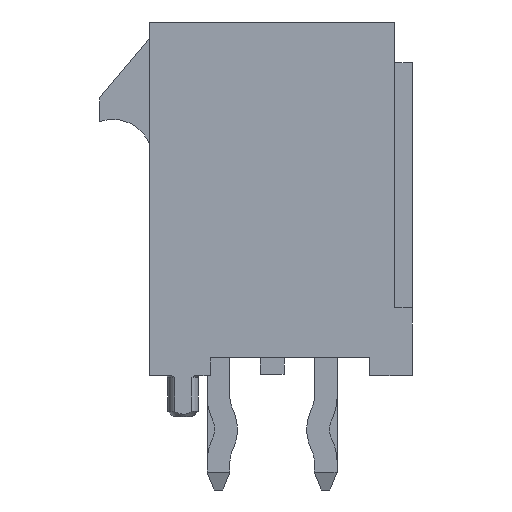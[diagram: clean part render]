
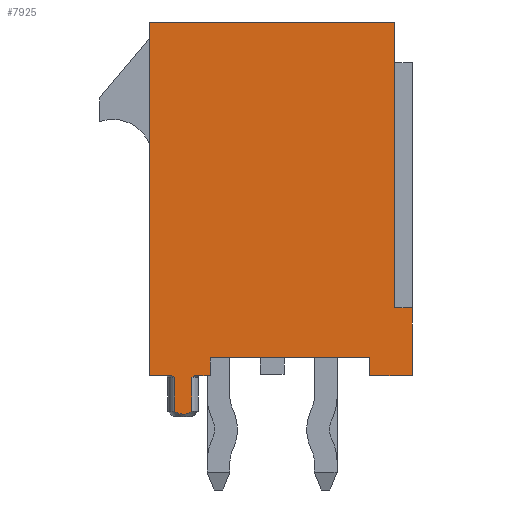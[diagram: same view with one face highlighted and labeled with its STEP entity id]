
A CAD part, front view. The second image highlights one B-rep face of the part: STEP entity #7925.
In plain terms, the highlighted planar face has unit normal (0, -1, 0).
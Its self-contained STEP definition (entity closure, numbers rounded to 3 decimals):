
#101=B_SPLINE_CURVE_WITH_KNOTS('',3,(#12063,#12064,#12065,#12066,#12067),
 .UNSPECIFIED.,.F.,.F.,(4,1,4),(0.,0.,
0.001),.UNSPECIFIED.);
#102=B_SPLINE_CURVE_WITH_KNOTS('',3,(#12071,#12072,#12073,#12074),
 .UNSPECIFIED.,.F.,.F.,(4,4),(0.,0.),
 .UNSPECIFIED.);
#103=B_SPLINE_CURVE_WITH_KNOTS('',3,(#12081,#12082,#12083,#12084),
 .UNSPECIFIED.,.F.,.F.,(4,4),(0.,0.),.UNSPECIFIED.);
#1204=ORIENTED_EDGE('',*,*,#3227,.F.);
#1205=ORIENTED_EDGE('',*,*,#3228,.T.);
#1206=ORIENTED_EDGE('',*,*,#3229,.T.);
#1207=ORIENTED_EDGE('',*,*,#3230,.T.);
#1208=ORIENTED_EDGE('',*,*,#3008,.F.);
#1209=ORIENTED_EDGE('',*,*,#3231,.T.);
#1210=ORIENTED_EDGE('',*,*,#3165,.T.);
#1211=ORIENTED_EDGE('',*,*,#3232,.T.);
#1212=ORIENTED_EDGE('',*,*,#3218,.F.);
#1213=ORIENTED_EDGE('',*,*,#3233,.T.);
#1214=ORIENTED_EDGE('',*,*,#3234,.T.);
#1215=ORIENTED_EDGE('',*,*,#2866,.F.);
#1216=ORIENTED_EDGE('',*,*,#2941,.F.);
#1217=ORIENTED_EDGE('',*,*,#3235,.F.);
#1218=ORIENTED_EDGE('',*,*,#3014,.F.);
#1219=ORIENTED_EDGE('',*,*,#3236,.T.);
#2866=EDGE_CURVE('',#3981,#3982,#4789,.T.);
#2941=EDGE_CURVE('',#4043,#3981,#4864,.T.);
#3008=EDGE_CURVE('',#4109,#4110,#4931,.T.);
#3014=EDGE_CURVE('',#4115,#4116,#4935,.T.);
#3165=EDGE_CURVE('',#4192,#4191,#5086,.T.);
#3218=EDGE_CURVE('',#4205,#4206,#5139,.T.);
#3227=EDGE_CURVE('',#4211,#4212,#5148,.T.);
#3228=EDGE_CURVE('',#4211,#4213,#101,.T.);
#3229=EDGE_CURVE('',#4213,#4214,#5149,.T.);
#3230=EDGE_CURVE('',#4214,#4110,#102,.T.);
#3231=EDGE_CURVE('',#4109,#4192,#5150,.T.);
#3232=EDGE_CURVE('',#4191,#4206,#5151,.T.);
#3233=EDGE_CURVE('',#4205,#4215,#5152,.T.);
#3234=EDGE_CURVE('',#4215,#3982,#5153,.T.);
#3235=EDGE_CURVE('',#4116,#4043,#5154,.T.);
#3236=EDGE_CURVE('',#4115,#4212,#103,.T.);
#3981=VERTEX_POINT('',#11373);
#3982=VERTEX_POINT('',#11375);
#4043=VERTEX_POINT('',#11520);
#4109=VERTEX_POINT('',#11655);
#4110=VERTEX_POINT('',#11656);
#4115=VERTEX_POINT('',#11667);
#4116=VERTEX_POINT('',#11669);
#4191=VERTEX_POINT('',#11945);
#4192=VERTEX_POINT('',#11947);
#4205=VERTEX_POINT('',#12043);
#4206=VERTEX_POINT('',#12045);
#4211=VERTEX_POINT('',#12061);
#4212=VERTEX_POINT('',#12062);
#4213=VERTEX_POINT('',#12068);
#4214=VERTEX_POINT('',#12070);
#4215=VERTEX_POINT('',#12078);
#4789=LINE('',#11374,#5904);
#4864=LINE('',#11521,#5979);
#4931=LINE('',#11654,#6046);
#4935=LINE('',#11668,#6050);
#5086=LINE('',#11946,#6201);
#5139=LINE('',#12044,#6254);
#5148=LINE('',#12060,#6263);
#5149=LINE('',#12069,#6264);
#5150=LINE('',#12075,#6265);
#5151=LINE('',#12076,#6266);
#5152=LINE('',#12077,#6267);
#5153=LINE('',#12079,#6268);
#5154=LINE('',#12080,#6269);
#5904=VECTOR('',#9115,1000.);
#5979=VECTOR('',#9210,1000.);
#6046=VECTOR('',#9279,1000.);
#6050=VECTOR('',#9289,1000.);
#6201=VECTOR('',#9542,1000.);
#6254=VECTOR('',#9657,1000.);
#6263=VECTOR('',#9670,1000.);
#6264=VECTOR('',#9671,1000.);
#6265=VECTOR('',#9672,1000.);
#6266=VECTOR('',#9673,1000.);
#6267=VECTOR('',#9674,1000.);
#6268=VECTOR('',#9675,1000.);
#6269=VECTOR('',#9676,1000.);
#6776=EDGE_LOOP('',(#1204,#1205,#1206,#1207,#1208,#1209,#1210,#1211,#1212,
#1213,#1214,#1215,#1216,#1217,#1218,#1219));
#7179=FACE_BOUND('',#6776,.T.);
#7568=PLANE('',#8341);
#7925=ADVANCED_FACE('',(#7179),#7568,.F.);
#8341=AXIS2_PLACEMENT_3D('',#12059,#9668,#9669);
#9115=DIRECTION('',(0.,0.,-1.));
#9210=DIRECTION('',(1.,0.,0.));
#9279=DIRECTION('',(-1.,0.,0.));
#9289=DIRECTION('',(-1.,0.,0.));
#9542=DIRECTION('',(1.,0.,0.));
#9657=DIRECTION('',(-1.,0.,0.));
#9668=DIRECTION('',(0.,1.,0.));
#9669=DIRECTION('',(0.,0.,1.));
#9670=DIRECTION('',(0.,0.,1.));
#9671=DIRECTION('',(0.,0.,1.));
#9672=DIRECTION('',(0.,0.,1.));
#9673=DIRECTION('',(0.,0.,-1.));
#9674=DIRECTION('',(0.,0.,1.));
#9675=DIRECTION('',(-1.,0.,0.));
#9676=DIRECTION('',(0.,0.,1.));
#11373=CARTESIAN_POINT('',(3.43,-10.85,4.95));
#11374=CARTESIAN_POINT('',(3.43,-10.85,4.95));
#11375=CARTESIAN_POINT('',(3.43,-10.85,-3.05));
#11520=CARTESIAN_POINT('',(-3.43,-10.85,4.95));
#11521=CARTESIAN_POINT('',(-3.43,-10.85,4.95));
#11654=CARTESIAN_POINT('',(3.43,-10.85,-4.95));
#11655=CARTESIAN_POINT('',(-1.73,-10.85,-4.95));
#11656=CARTESIAN_POINT('',(-2.169,-10.85,-4.95));
#11667=CARTESIAN_POINT('',(-2.811,-10.85,-4.95));
#11668=CARTESIAN_POINT('',(3.43,-10.85,-4.95));
#11669=CARTESIAN_POINT('',(-3.43,-10.85,-4.95));
#11945=CARTESIAN_POINT('',(2.73,-10.85,-4.45));
#11946=CARTESIAN_POINT('',(-2.73,-10.85,-4.45));
#11947=CARTESIAN_POINT('',(-1.73,-10.85,-4.45));
#12043=CARTESIAN_POINT('',(3.93,-10.85,-4.95));
#12044=CARTESIAN_POINT('',(3.43,-10.85,-4.95));
#12045=CARTESIAN_POINT('',(2.73,-10.85,-4.95));
#12059=CARTESIAN_POINT('',(0.,-10.85,0.));
#12060=CARTESIAN_POINT('',(-2.731,-10.85,-6.1));
#12061=CARTESIAN_POINT('',(-2.731,-10.85,-5.95));
#12062=CARTESIAN_POINT('',(-2.731,-10.85,-5.));
#12063=CARTESIAN_POINT('',(-2.731,-10.85,-5.95));
#12064=CARTESIAN_POINT('',(-2.657,-10.85,-5.992));
#12065=CARTESIAN_POINT('',(-2.491,-10.85,-6.058));
#12066=CARTESIAN_POINT('',(-2.323,-10.85,-5.992));
#12067=CARTESIAN_POINT('',(-2.249,-10.85,-5.95));
#12068=CARTESIAN_POINT('',(-2.249,-10.85,-5.95));
#12069=CARTESIAN_POINT('',(-2.249,-10.85,-6.1));
#12070=CARTESIAN_POINT('',(-2.249,-10.85,-5.));
#12071=CARTESIAN_POINT('',(-2.249,-10.85,-5.));
#12072=CARTESIAN_POINT('',(-2.222,-10.85,-4.984));
#12073=CARTESIAN_POINT('',(-2.195,-10.85,-4.968));
#12074=CARTESIAN_POINT('',(-2.169,-10.85,-4.95));
#12075=CARTESIAN_POINT('',(-1.73,-10.85,-4.95));
#12076=CARTESIAN_POINT('',(2.73,-10.85,-4.45));
#12077=CARTESIAN_POINT('',(3.93,-10.85,-4.95));
#12078=CARTESIAN_POINT('',(3.93,-10.85,-3.05));
#12079=CARTESIAN_POINT('',(3.93,-10.85,-3.05));
#12080=CARTESIAN_POINT('',(-3.43,-10.85,-4.95));
#12081=CARTESIAN_POINT('',(-2.811,-10.85,-4.95));
#12082=CARTESIAN_POINT('',(-2.785,-10.85,-4.968));
#12083=CARTESIAN_POINT('',(-2.758,-10.85,-4.984));
#12084=CARTESIAN_POINT('',(-2.731,-10.85,-5.));
